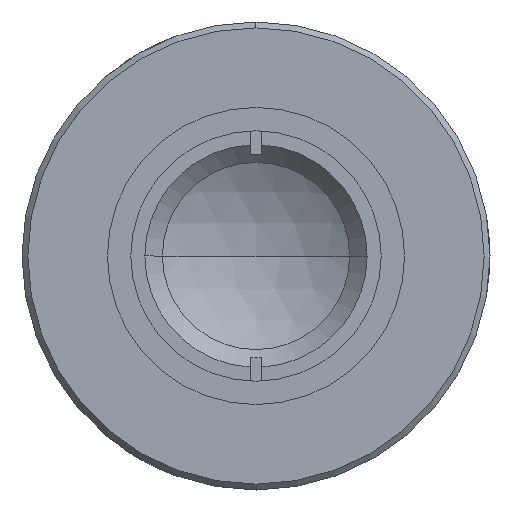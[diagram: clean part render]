
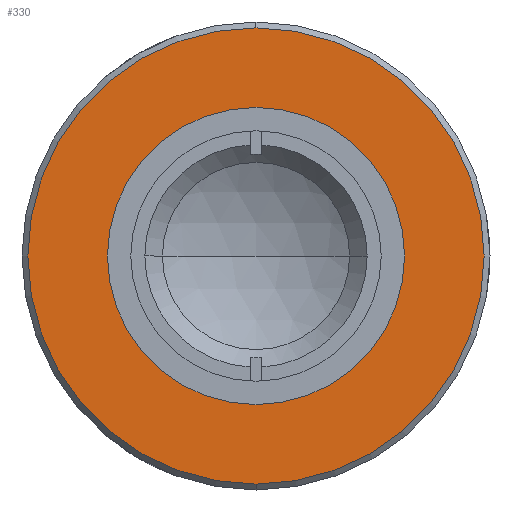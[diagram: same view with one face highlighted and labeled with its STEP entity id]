
A CAD part, front view. The second image highlights one B-rep face of the part: STEP entity #330.
In plain terms, the highlighted planar face has unit normal (0, -1, 0).
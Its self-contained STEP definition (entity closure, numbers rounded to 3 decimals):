
#1 = DIRECTION ( 'NONE',  ( 0., 0., 1. ) ) ;
#188 = EDGE_LOOP ( 'NONE', ( #2746, #1777 ) ) ;
#330 = ADVANCED_FACE ( 'NONE', ( #1854, #1793 ), #1556, .F. ) ;
#523 = CARTESIAN_POINT ( 'NONE',  ( 0., -60.51, 0. ) ) ;
#611 = EDGE_LOOP ( 'NONE', ( #2354, #2410 ) ) ;
#666 = CIRCLE ( 'NONE', #688, 11.75 ) ;
#674 = AXIS2_PLACEMENT_3D ( 'NONE', #2658, #1408, #1153 ) ;
#688 = AXIS2_PLACEMENT_3D ( 'NONE', #2556, #1309, #1 ) ;
#742 = DIRECTION ( 'NONE',  ( 0., 0., 1. ) ) ;
#895 = DIRECTION ( 'NONE',  ( 0., 1., 0. ) ) ;
#959 = CARTESIAN_POINT ( 'NONE',  ( 0., -60.51, 19.5 ) ) ;
#1005 = EDGE_CURVE ( 'NONE', #2675, #2344, #666, .T. ) ;
#1153 = DIRECTION ( 'NONE',  ( 0., 0., 1. ) ) ;
#1157 = DIRECTION ( 'NONE',  ( 0., 0., 1. ) ) ;
#1279 = VERTEX_POINT ( 'NONE', #2033 ) ;
#1309 = DIRECTION ( 'NONE',  ( 0., 1., 0. ) ) ;
#1358 = CIRCLE ( 'NONE', #1749, 19.5 ) ;
#1408 = DIRECTION ( 'NONE',  ( 0., -1., 0. ) ) ;
#1441 = CARTESIAN_POINT ( 'NONE',  ( 0., -60.51, -11.75 ) ) ;
#1462 = CARTESIAN_POINT ( 'NONE',  ( 0., -60.51, 11.75 ) ) ;
#1556 = PLANE ( 'NONE',  #1603 ) ;
#1585 = CIRCLE ( 'NONE', #674, 19.5 ) ;
#1603 = AXIS2_PLACEMENT_3D ( 'NONE', #1974, #2403, #1157 ) ;
#1638 = AXIS2_PLACEMENT_3D ( 'NONE', #2144, #895, #2358 ) ;
#1680 = CIRCLE ( 'NONE', #1638, 11.75 ) ;
#1749 = AXIS2_PLACEMENT_3D ( 'NONE', #523, #2001, #742 ) ;
#1777 = ORIENTED_EDGE ( 'NONE', *, *, #1005, .T. ) ;
#1793 = FACE_BOUND ( 'NONE', #188, .T. ) ;
#1824 = EDGE_CURVE ( 'NONE', #2344, #2675, #1680, .T. ) ;
#1854 = FACE_OUTER_BOUND ( 'NONE', #611, .T. ) ;
#1974 = CARTESIAN_POINT ( 'NONE',  ( 20., -60.51, 0. ) ) ;
#2001 = DIRECTION ( 'NONE',  ( 0., -1., 0. ) ) ;
#2033 = CARTESIAN_POINT ( 'NONE',  ( 0., -60.51, -19.5 ) ) ;
#2144 = CARTESIAN_POINT ( 'NONE',  ( 0., -60.51, 0. ) ) ;
#2344 = VERTEX_POINT ( 'NONE', #1462 ) ;
#2354 = ORIENTED_EDGE ( 'NONE', *, *, #2537, .T. ) ;
#2358 = DIRECTION ( 'NONE',  ( 0., 0., 1. ) ) ;
#2403 = DIRECTION ( 'NONE',  ( 0., 1., 0. ) ) ;
#2410 = ORIENTED_EDGE ( 'NONE', *, *, #2643, .T. ) ;
#2524 = VERTEX_POINT ( 'NONE', #959 ) ;
#2537 = EDGE_CURVE ( 'NONE', #2524, #1279, #1358, .T. ) ;
#2556 = CARTESIAN_POINT ( 'NONE',  ( 0., -60.51, 0. ) ) ;
#2643 = EDGE_CURVE ( 'NONE', #1279, #2524, #1585, .T. ) ;
#2658 = CARTESIAN_POINT ( 'NONE',  ( 0., -60.51, 0. ) ) ;
#2675 = VERTEX_POINT ( 'NONE', #1441 ) ;
#2746 = ORIENTED_EDGE ( 'NONE', *, *, #1824, .T. ) ;
